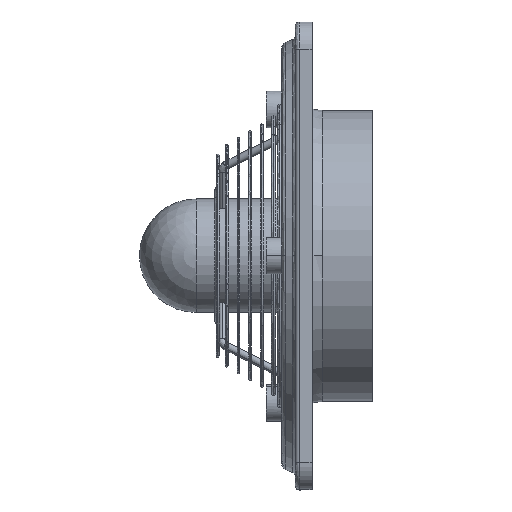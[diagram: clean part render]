
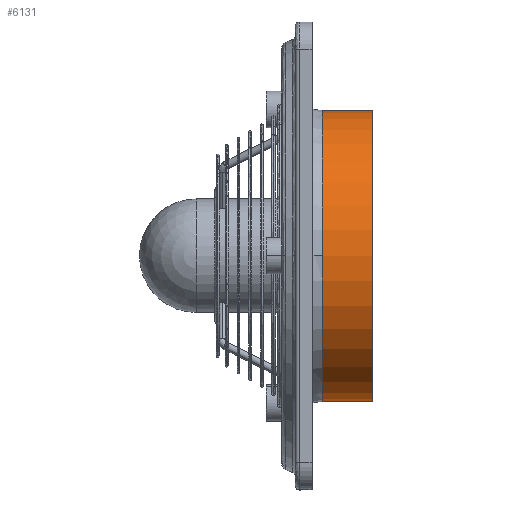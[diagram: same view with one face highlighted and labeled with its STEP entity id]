
A CAD part, top view. The second image highlights one B-rep face of the part: STEP entity #6131.
In plain terms, the highlighted cylindrical face has radius 107.5 mm (diameter 215 mm), a partial arc.
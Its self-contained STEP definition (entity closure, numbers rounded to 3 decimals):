
#1080 = CYLINDRICAL_SURFACE ( 'NONE', #20393, 107.5 ) ;
#2284 = CIRCLE ( 'NONE', #12913, 107.5 ) ;
#2715 = CARTESIAN_POINT ( 'NONE',  ( 103.933, 21.726, 0.123 ) ) ;
#2957 = DIRECTION ( 'NONE',  ( 1., 0., 0. ) ) ;
#3152 = EDGE_CURVE ( 'NONE', #26453, #31102, #28509, .T. ) ;
#3324 = CIRCLE ( 'NONE', #21772, 107.5 ) ;
#4266 = EDGE_CURVE ( 'NONE', #11797, #6977, #23715, .T. ) ;
#4574 = ORIENTED_EDGE ( 'NONE', *, *, #4266, .T. ) ;
#5132 = DIRECTION ( 'NONE',  ( 0., 0., 1. ) ) ;
#5764 = ORIENTED_EDGE ( 'NONE', *, *, #22683, .T. ) ;
#6060 = DIRECTION ( 'NONE',  ( 0., 0., 1. ) ) ;
#6131 = ADVANCED_FACE ( 'NONE', ( #11368 ), #1080, .T. ) ;
#6634 = ORIENTED_EDGE ( 'NONE', *, *, #3152, .T. ) ;
#6977 = VERTEX_POINT ( 'NONE', #29898 ) ;
#7949 = VERTEX_POINT ( 'NONE', #2715 ) ;
#8054 = DIRECTION ( 'NONE',  ( 0., -1., 0. ) ) ;
#8593 = EDGE_LOOP ( 'NONE', ( #9796, #6634, #15999, #4574, #5764 ) ) ;
#9222 = CARTESIAN_POINT ( 'NONE',  ( 66.933, 21.726, 0.123 ) ) ;
#9796 = ORIENTED_EDGE ( 'NONE', *, *, #11619, .F. ) ;
#10833 = CARTESIAN_POINT ( 'NONE',  ( 66.933, -85.774, 0.123 ) ) ;
#11368 = FACE_OUTER_BOUND ( 'NONE', #8593, .T. ) ;
#11619 = EDGE_CURVE ( 'NONE', #26453, #7949, #17692, .T. ) ;
#11797 = VERTEX_POINT ( 'NONE', #22910 ) ;
#11938 = DIRECTION ( 'NONE',  ( 1., 0., 0. ) ) ;
#12913 = AXIS2_PLACEMENT_3D ( 'NONE', #10833, #25654, #6060 ) ;
#14722 = CARTESIAN_POINT ( 'NONE',  ( 85.433, 21.726, 0.123 ) ) ;
#15009 = DIRECTION ( 'NONE',  ( 0., -1., 0. ) ) ;
#15999 = ORIENTED_EDGE ( 'NONE', *, *, #28602, .T. ) ;
#17249 = VECTOR ( 'NONE', #18446, 1000. ) ;
#17672 = DIRECTION ( 'NONE',  ( -1., 0., 0. ) ) ;
#17692 = LINE ( 'NONE', #14722, #21128 ) ;
#17754 = CARTESIAN_POINT ( 'NONE',  ( 85.433, -85.774, 0.123 ) ) ;
#18446 = DIRECTION ( 'NONE',  ( 1., 0., 0. ) ) ;
#19596 = CARTESIAN_POINT ( 'NONE',  ( 66.933, -85.774, 107.623 ) ) ;
#19703 = CARTESIAN_POINT ( 'NONE',  ( 66.933, -85.774, 0.123 ) ) ;
#20196 = DIRECTION ( 'NONE',  ( 1., 0., 0. ) ) ;
#20393 = AXIS2_PLACEMENT_3D ( 'NONE', #17754, #20196, #8054 ) ;
#21128 = VECTOR ( 'NONE', #2957, 1000. ) ;
#21772 = AXIS2_PLACEMENT_3D ( 'NONE', #24579, #17672, #15009 ) ;
#22683 = EDGE_CURVE ( 'NONE', #6977, #7949, #3324, .T. ) ;
#22910 = CARTESIAN_POINT ( 'NONE',  ( 66.933, -193.274, 0.123 ) ) ;
#23715 = LINE ( 'NONE', #30415, #17249 ) ;
#24579 = CARTESIAN_POINT ( 'NONE',  ( 103.933, -85.774, 0.123 ) ) ;
#25654 = DIRECTION ( 'NONE',  ( 1., 0., 0. ) ) ;
#26453 = VERTEX_POINT ( 'NONE', #9222 ) ;
#28220 = AXIS2_PLACEMENT_3D ( 'NONE', #19703, #11938, #5132 ) ;
#28509 = CIRCLE ( 'NONE', #28220, 107.5 ) ;
#28602 = EDGE_CURVE ( 'NONE', #31102, #11797, #2284, .T. ) ;
#29898 = CARTESIAN_POINT ( 'NONE',  ( 103.933, -193.274, 0.123 ) ) ;
#30415 = CARTESIAN_POINT ( 'NONE',  ( 85.433, -193.274, 0.123 ) ) ;
#31102 = VERTEX_POINT ( 'NONE', #19596 ) ;
